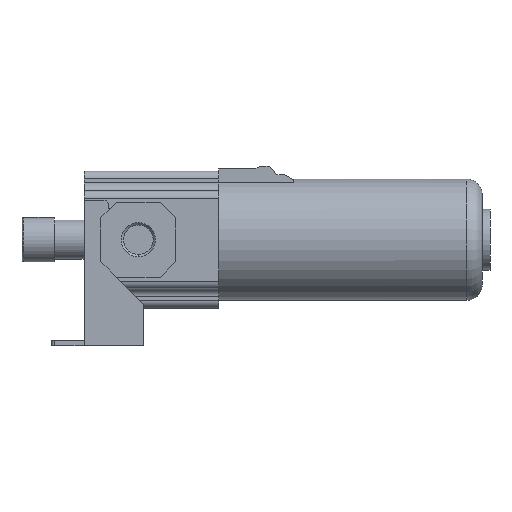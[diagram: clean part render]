
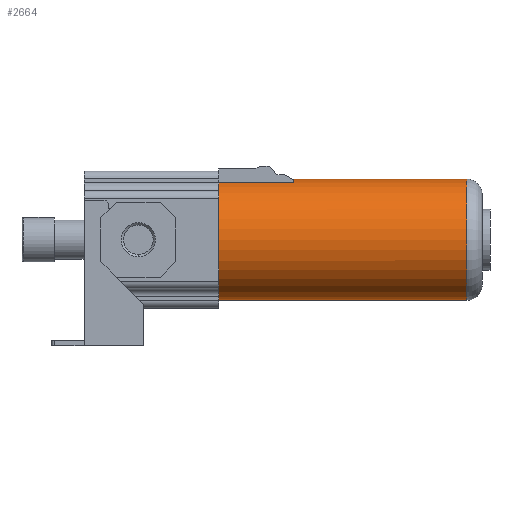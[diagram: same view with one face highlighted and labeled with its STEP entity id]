
A CAD part, left-side view. The second image highlights one B-rep face of the part: STEP entity #2664.
In plain terms, the highlighted cylindrical face has radius 23.45 mm (diameter 46.9 mm), a partial arc.
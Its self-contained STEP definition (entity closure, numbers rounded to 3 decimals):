
#5 = VERTEX_POINT ( 'NONE', #365 ) ;
#47 = ORIENTED_EDGE ( 'NONE', *, *, #1585, .F. ) ;
#81 = EDGE_CURVE ( 'NONE', #2999, #3318, #1921, .T. ) ;
#107 = DIRECTION ( 'NONE',  ( 0., 0., -1. ) ) ;
#191 = LINE ( 'NONE', #3313, #4112 ) ;
#294 = CARTESIAN_POINT ( 'NONE',  ( -2.284, -59.803, 23.367 ) ) ;
#365 = CARTESIAN_POINT ( 'NONE',  ( 0., -127., -23.45 ) ) ;
#387 = VERTEX_POINT ( 'NONE', #4371 ) ;
#397 = CIRCLE ( 'NONE', #2255, 23.45 ) ;
#518 = CARTESIAN_POINT ( 'NONE',  ( -8.1, -31., 22.007 ) ) ;
#535 = EDGE_CURVE ( 'NONE', #5, #542, #2783, .T. ) ;
#542 = VERTEX_POINT ( 'NONE', #3793 ) ;
#601 = DIRECTION ( 'NONE',  ( 0., 1., 0. ) ) ;
#637 = AXIS2_PLACEMENT_3D ( 'NONE', #4176, #3124, #3147 ) ;
#880 = ORIENTED_EDGE ( 'NONE', *, *, #2878, .F. ) ;
#913 = DIRECTION ( 'NONE',  ( 0., 0., 1. ) ) ;
#1018 =( BOUNDED_CURVE ( )  B_SPLINE_CURVE ( 3, ( #3351, #294, #1049, #3389 ),
 .UNSPECIFIED., .F., .T. ) 
 B_SPLINE_CURVE_WITH_KNOTS ( ( 4, 4 ),
 ( 2.995, 3.142 ),
 .UNSPECIFIED. ) 
 CURVE ( )  GEOMETRIC_REPRESENTATION_ITEM ( )  RATIONAL_B_SPLINE_CURVE ( ( 1., 0.998, 0.998, 1. ) ) 
 REPRESENTATION_ITEM ( '' )  );
#1039 = CARTESIAN_POINT ( 'NONE',  ( 0., -127., 23.45 ) ) ;
#1049 = CARTESIAN_POINT ( 'NONE',  ( -1.143, -59.654, 23.45 ) ) ;
#1103 = DIRECTION ( 'NONE',  ( 1., 0., 0. ) ) ;
#1246 = DIRECTION ( 'NONE',  ( 0., -1., 0. ) ) ;
#1247 = ORIENTED_EDGE ( 'NONE', *, *, #3571, .T. ) ;
#1257 = CARTESIAN_POINT ( 'NONE',  ( -3.415, -60.1, 23.2 ) ) ;
#1270 = CIRCLE ( 'NONE', #3330, 23.45 ) ;
#1331 = DIRECTION ( 'NONE',  ( 0., 1., 0. ) ) ;
#1405 = EDGE_CURVE ( 'NONE', #3318, #2136, #1018, .T. ) ;
#1585 = EDGE_CURVE ( 'NONE', #387, #5, #397, .T. ) ;
#1834 = DIRECTION ( 'NONE',  ( 0., -1., 0. ) ) ;
#1921 = CIRCLE ( 'NONE', #637, 23.45 ) ;
#2107 = ORIENTED_EDGE ( 'NONE', *, *, #1405, .F. ) ;
#2136 = VERTEX_POINT ( 'NONE', #3145 ) ;
#2162 = FACE_OUTER_BOUND ( 'NONE', #3437, .T. ) ;
#2255 = AXIS2_PLACEMENT_3D ( 'NONE', #3550, #1834, #107 ) ;
#2264 = AXIS2_PLACEMENT_3D ( 'NONE', #3830, #2438, #1103 ) ;
#2269 = ORIENTED_EDGE ( 'NONE', *, *, #81, .F. ) ;
#2273 = VECTOR ( 'NONE', #1331, 1000. ) ;
#2438 = DIRECTION ( 'NONE',  ( 0., 1., 0. ) ) ;
#2506 = VERTEX_POINT ( 'NONE', #518 ) ;
#2664 = ADVANCED_FACE ( 'NONE', ( #2162 ), #3471, .T. ) ;
#2760 = CARTESIAN_POINT ( 'NONE',  ( 0., -127., -23.45 ) ) ;
#2783 = LINE ( 'NONE', #2760, #3772 ) ;
#2878 = EDGE_CURVE ( 'NONE', #542, #2506, #1270, .T. ) ;
#2885 = EDGE_CURVE ( 'NONE', #2506, #2999, #191, .T. ) ;
#2999 = VERTEX_POINT ( 'NONE', #4052 ) ;
#3124 = DIRECTION ( 'NONE',  ( 0., 1., 0. ) ) ;
#3145 = CARTESIAN_POINT ( 'NONE',  ( 0., -59.654, 23.45 ) ) ;
#3147 = DIRECTION ( 'NONE',  ( 0., 0., 1. ) ) ;
#3264 = ORIENTED_EDGE ( 'NONE', *, *, #2885, .F. ) ;
#3287 = ORIENTED_EDGE ( 'NONE', *, *, #535, .F. ) ;
#3313 = CARTESIAN_POINT ( 'NONE',  ( -8.1, -136., 22.007 ) ) ;
#3318 = VERTEX_POINT ( 'NONE', #1257 ) ;
#3330 = AXIS2_PLACEMENT_3D ( 'NONE', #3653, #601, #913 ) ;
#3351 = CARTESIAN_POINT ( 'NONE',  ( -3.415, -60.1, 23.2 ) ) ;
#3389 = CARTESIAN_POINT ( 'NONE',  ( 0., -59.654, 23.45 ) ) ;
#3437 = EDGE_LOOP ( 'NONE', ( #2107, #2269, #3264, #880, #3287, #47, #1247 ) ) ;
#3471 = CYLINDRICAL_SURFACE ( 'NONE', #2264, 23.45 ) ;
#3550 = CARTESIAN_POINT ( 'NONE',  ( 0., -127., 0. ) ) ;
#3571 = EDGE_CURVE ( 'NONE', #387, #2136, #4032, .T. ) ;
#3653 = CARTESIAN_POINT ( 'NONE',  ( 0., -31., 0. ) ) ;
#3772 = VECTOR ( 'NONE', #4147, 1000. ) ;
#3793 = CARTESIAN_POINT ( 'NONE',  ( 0., -31., -23.45 ) ) ;
#3830 = CARTESIAN_POINT ( 'NONE',  ( 0., -136., 0. ) ) ;
#4032 = LINE ( 'NONE', #1039, #2273 ) ;
#4052 = CARTESIAN_POINT ( 'NONE',  ( -8.1, -60.1, 22.007 ) ) ;
#4112 = VECTOR ( 'NONE', #1246, 1000. ) ;
#4147 = DIRECTION ( 'NONE',  ( 0., 1., 0. ) ) ;
#4176 = CARTESIAN_POINT ( 'NONE',  ( 0., -60.1, 0. ) ) ;
#4371 = CARTESIAN_POINT ( 'NONE',  ( 0., -127., 23.45 ) ) ;
